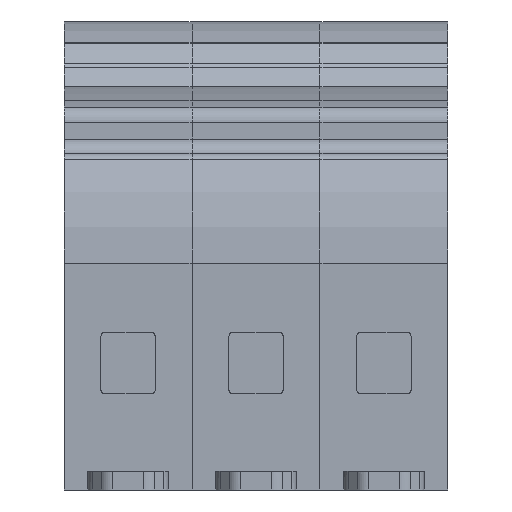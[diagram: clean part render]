
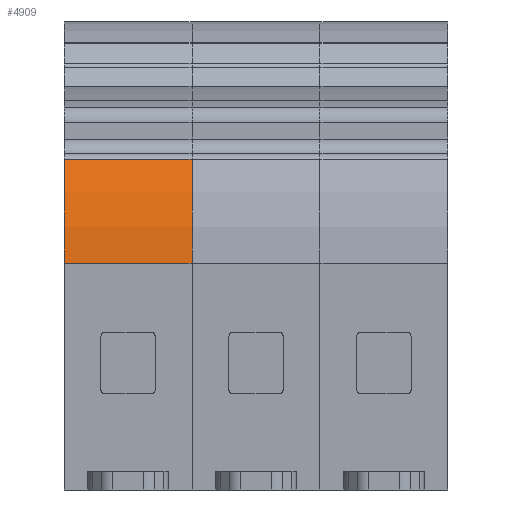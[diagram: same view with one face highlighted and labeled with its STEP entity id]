
A CAD part, front view. The second image highlights one B-rep face of the part: STEP entity #4909.
In plain terms, the highlighted cylindrical face has radius 30.125 mm (diameter 60.25 mm), a partial arc.
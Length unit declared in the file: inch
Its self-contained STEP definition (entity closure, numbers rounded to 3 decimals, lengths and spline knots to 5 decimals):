
#201 = ORIENTED_EDGE ( 'NONE', *, *, #245, .T. ) ;
#245 = EDGE_CURVE ( 'NONE', #1553, #4507, #9355, .T. ) ;
#1312 = EDGE_CURVE ( 'NONE', #7200, #7559, #8161, .T. ) ;
#1553 = VERTEX_POINT ( 'NONE', #9183 ) ;
#1745 = ORIENTED_EDGE ( 'NONE', *, *, #1312, .T. ) ;
#1824 = CARTESIAN_POINT ( 'NONE',  ( 0.34449, -1.533, 1.5436 ) ) ;
#1961 = DIRECTION ( 'NONE',  ( -1., 0., 0. ) ) ;
#2894 = AXIS2_PLACEMENT_3D ( 'NONE', #9886, #1961, #4556 ) ;
#3498 = AXIS2_PLACEMENT_3D ( 'NONE', #9089, #6365, #3701 ) ;
#3701 = DIRECTION ( 'NONE',  ( 0., 0., 1. ) ) ;
#3725 = AXIS2_PLACEMENT_3D ( 'NONE', #9308, #4968, #5893 ) ;
#4507 = VERTEX_POINT ( 'NONE', #1824 ) ;
#4556 = DIRECTION ( 'NONE',  ( 0., 0., 1. ) ) ;
#4655 = DIRECTION ( 'NONE',  ( -1., 0., 0. ) ) ;
#4846 = ORIENTED_EDGE ( 'NONE', *, *, #7136, .T. ) ;
#4909 = ADVANCED_FACE ( 'NONE', ( #6536 ), #6480, .T. ) ;
#4968 = DIRECTION ( 'NONE',  ( 1., 0., 0. ) ) ;
#5803 = DIRECTION ( 'NONE',  ( 1., 0., 0. ) ) ;
#5893 = DIRECTION ( 'NONE',  ( 0., 0., 1. ) ) ;
#6365 = DIRECTION ( 'NONE',  ( -1., 0., 0. ) ) ;
#6480 = CYLINDRICAL_SURFACE ( 'NONE', #3498, 1.18602 ) ;
#6536 = FACE_OUTER_BOUND ( 'NONE', #11040, .T. ) ;
#7136 = EDGE_CURVE ( 'NONE', #7559, #1553, #8527, .T. ) ;
#7157 = CARTESIAN_POINT ( 'NONE',  ( -0.34449, -1.67323, 0.98417 ) ) ;
#7200 = VERTEX_POINT ( 'NONE', #7647 ) ;
#7559 = VERTEX_POINT ( 'NONE', #7157 ) ;
#7647 = CARTESIAN_POINT ( 'NONE',  ( -0.34449, -1.533, 1.5436 ) ) ;
#7959 = ORIENTED_EDGE ( 'NONE', *, *, #7994, .T. ) ;
#7994 = EDGE_CURVE ( 'NONE', #4507, #7200, #8235, .T. ) ;
#8161 = CIRCLE ( 'NONE', #3725, 1.18602 ) ;
#8235 = LINE ( 'NONE', #9227, #9520 ) ;
#8527 = LINE ( 'NONE', #10201, #10233 ) ;
#9089 = CARTESIAN_POINT ( 'NONE',  ( 0.34449, -0.4872, 0.98417 ) ) ;
#9183 = CARTESIAN_POINT ( 'NONE',  ( 0.34449, -1.67323, 0.98417 ) ) ;
#9227 = CARTESIAN_POINT ( 'NONE',  ( 0.34449, -1.533, 1.5436 ) ) ;
#9308 = CARTESIAN_POINT ( 'NONE',  ( -0.34449, -0.4872, 0.98417 ) ) ;
#9355 = CIRCLE ( 'NONE', #2894, 1.18602 ) ;
#9520 = VECTOR ( 'NONE', #4655, 39.37008 ) ;
#9886 = CARTESIAN_POINT ( 'NONE',  ( 0.34449, -0.4872, 0.98417 ) ) ;
#10201 = CARTESIAN_POINT ( 'NONE',  ( 0.34449, -1.67323, 0.98417 ) ) ;
#10233 = VECTOR ( 'NONE', #5803, 39.37008 ) ;
#11040 = EDGE_LOOP ( 'NONE', ( #1745, #4846, #201, #7959 ) ) ;
